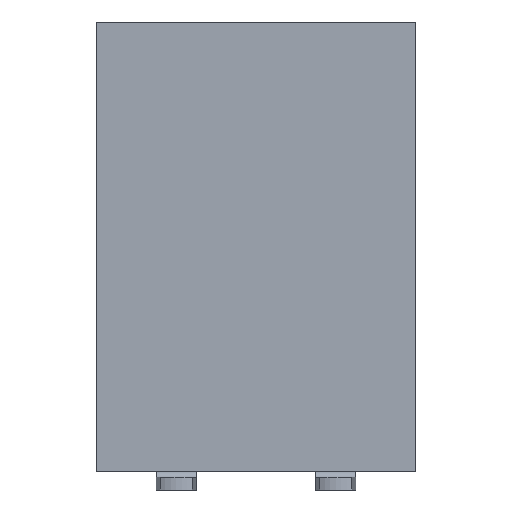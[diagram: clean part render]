
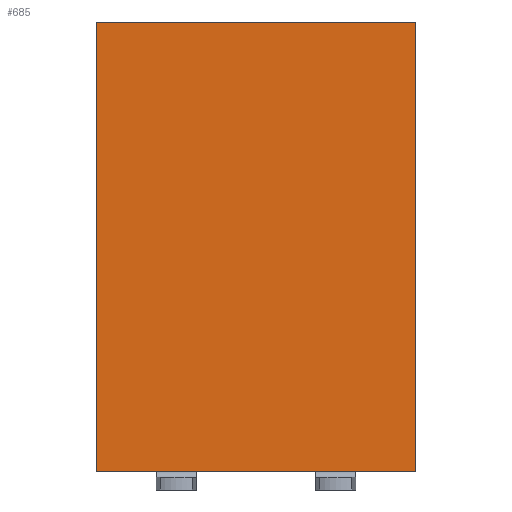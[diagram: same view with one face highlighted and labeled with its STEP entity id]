
A CAD part, left-side view. The second image highlights one B-rep face of the part: STEP entity #685.
In plain terms, the highlighted planar face has unit normal (-1, 0, 0).
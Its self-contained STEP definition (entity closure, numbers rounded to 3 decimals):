
#62 = VERTEX_POINT('',#63);
#63 = CARTESIAN_POINT('',(-2.54,-2.54,0.32));
#71 = EDGE_CURVE('',#62,#72,#74,.T.);
#72 = VERTEX_POINT('',#73);
#73 = CARTESIAN_POINT('',(-2.54,-2.54,7.47));
#74 = LINE('',#75,#76);
#75 = CARTESIAN_POINT('',(-2.54,-2.54,0.32));
#76 = VECTOR('',#77,1.);
#77 = DIRECTION('',(0.,0.,1.));
#134 = VERTEX_POINT('',#135);
#135 = CARTESIAN_POINT('',(-2.54,2.54,7.47));
#141 = EDGE_CURVE('',#142,#134,#144,.T.);
#142 = VERTEX_POINT('',#143);
#143 = CARTESIAN_POINT('',(-2.54,2.54,0.32));
#144 = LINE('',#145,#146);
#145 = CARTESIAN_POINT('',(-2.54,2.54,0.32));
#146 = VECTOR('',#147,1.);
#147 = DIRECTION('',(0.,0.,1.));
#206 = EDGE_CURVE('',#134,#72,#207,.T.);
#207 = LINE('',#208,#209);
#208 = CARTESIAN_POINT('',(-2.54,2.54,7.47));
#209 = VECTOR('',#210,1.);
#210 = DIRECTION('',(0.,-1.,0.));
#365 = EDGE_CURVE('',#142,#62,#366,.T.);
#366 = LINE('',#367,#368);
#367 = CARTESIAN_POINT('',(-2.54,2.54,0.32));
#368 = VECTOR('',#369,1.);
#369 = DIRECTION('',(0.,-1.,0.));
#685 = ADVANCED_FACE('',(#686),#692,.F.);
#686 = FACE_BOUND('',#687,.F.);
#687 = EDGE_LOOP('',(#688,#689,#690,#691));
#688 = ORIENTED_EDGE('',*,*,#141,.T.);
#689 = ORIENTED_EDGE('',*,*,#206,.T.);
#690 = ORIENTED_EDGE('',*,*,#71,.F.);
#691 = ORIENTED_EDGE('',*,*,#365,.F.);
#692 = PLANE('',#693);
#693 = AXIS2_PLACEMENT_3D('',#694,#695,#696);
#694 = CARTESIAN_POINT('',(-2.54,2.54,0.32));
#695 = DIRECTION('',(1.,0.,0.));
#696 = DIRECTION('',(0.,-1.,0.));
